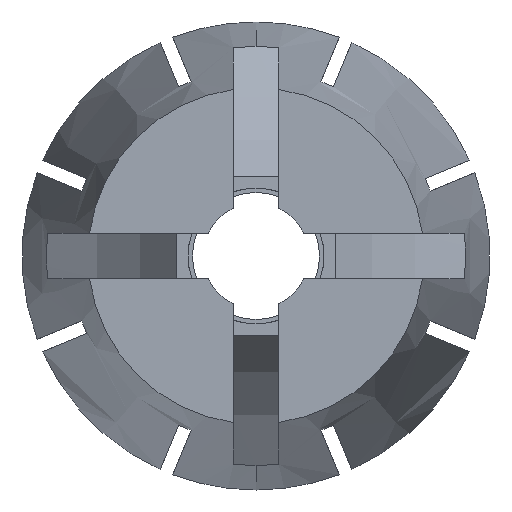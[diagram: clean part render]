
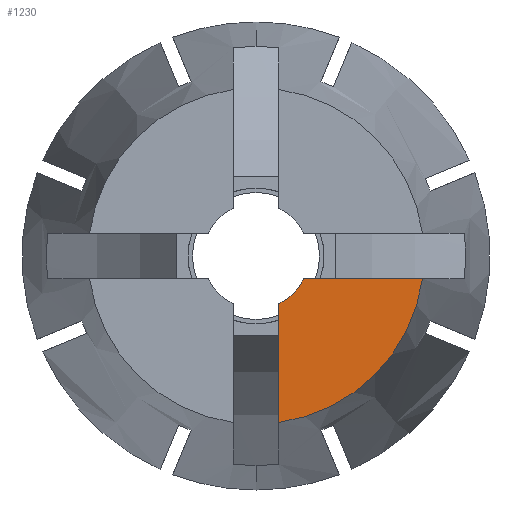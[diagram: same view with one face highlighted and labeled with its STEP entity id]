
A CAD part, left-side view. The second image highlights one B-rep face of the part: STEP entity #1230.
In plain terms, the highlighted planar face has unit normal (-1, 0, 0).
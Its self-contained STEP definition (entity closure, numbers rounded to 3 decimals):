
#100 = CARTESIAN_POINT ( 'NONE',  ( -34., -1.25, -2.639 ) ) ;
#102 = AXIS2_PLACEMENT_3D ( 'NONE', #789, #1499, #1752 ) ;
#218 = VECTOR ( 'NONE', #2795, 1000. ) ;
#235 = VERTEX_POINT ( 'NONE', #3867 ) ;
#373 = FACE_OUTER_BOUND ( 'NONE', #3586, .T. ) ;
#516 = CARTESIAN_POINT ( 'NONE',  ( -34., 0., 0. ) ) ;
#546 = VERTEX_POINT ( 'NONE', #3072 ) ;
#789 = CARTESIAN_POINT ( 'NONE',  ( -34., -9.268, 0. ) ) ;
#843 = DIRECTION ( 'NONE',  ( 0., 0., -1. ) ) ;
#857 = DIRECTION ( 'NONE',  ( 0., -1., 0. ) ) ;
#958 = CARTESIAN_POINT ( 'NONE',  ( -34., 0., 0. ) ) ;
#1005 = ORIENTED_EDGE ( 'NONE', *, *, #1019, .T. ) ;
#1019 = EDGE_CURVE ( 'NONE', #2527, #546, #3287, .T. ) ;
#1109 = ORIENTED_EDGE ( 'NONE', *, *, #4032, .T. ) ;
#1230 = ADVANCED_FACE ( 'NONE', ( #373 ), #1460, .T. ) ;
#1460 = PLANE ( 'NONE',  #102 ) ;
#1499 = DIRECTION ( 'NONE',  ( -1., 0., 0. ) ) ;
#1523 = LINE ( 'NONE', #3146, #3271 ) ;
#1531 = ORIENTED_EDGE ( 'NONE', *, *, #4078, .F. ) ;
#1752 = DIRECTION ( 'NONE',  ( 0., 0., 1. ) ) ;
#1758 = VERTEX_POINT ( 'NONE', #2604 ) ;
#1864 = EDGE_CURVE ( 'NONE', #1758, #546, #3802, .T. ) ;
#1907 = DIRECTION ( 'NONE',  ( 1., 0., 0. ) ) ;
#2249 = DIRECTION ( 'NONE',  ( 0., 0., -1. ) ) ;
#2521 = AXIS2_PLACEMENT_3D ( 'NONE', #516, #2801, #843 ) ;
#2527 = VERTEX_POINT ( 'NONE', #100 ) ;
#2604 = CARTESIAN_POINT ( 'NONE',  ( -34., -9.183, -1.25 ) ) ;
#2795 = DIRECTION ( 'NONE',  ( 0., 0., -1. ) ) ;
#2801 = DIRECTION ( 'NONE',  ( 1., 0., 0. ) ) ;
#3019 = ORIENTED_EDGE ( 'NONE', *, *, #1864, .F. ) ;
#3072 = CARTESIAN_POINT ( 'NONE',  ( -34., -1.25, -9.183 ) ) ;
#3146 = CARTESIAN_POINT ( 'NONE',  ( -34., -9.268, -1.25 ) ) ;
#3271 = VECTOR ( 'NONE', #857, 1000. ) ;
#3287 = LINE ( 'NONE', #3783, #218 ) ;
#3370 = CIRCLE ( 'NONE', #2521, 2.92 ) ;
#3586 = EDGE_LOOP ( 'NONE', ( #1109, #1005, #3019, #1531 ) ) ;
#3783 = CARTESIAN_POINT ( 'NONE',  ( -34., -1.25, 0. ) ) ;
#3802 = CIRCLE ( 'NONE', #3869, 9.268 ) ;
#3867 = CARTESIAN_POINT ( 'NONE',  ( -34., -2.639, -1.25 ) ) ;
#3869 = AXIS2_PLACEMENT_3D ( 'NONE', #958, #1907, #2249 ) ;
#4032 = EDGE_CURVE ( 'NONE', #235, #2527, #3370, .T. ) ;
#4078 = EDGE_CURVE ( 'NONE', #235, #1758, #1523, .T. ) ;
